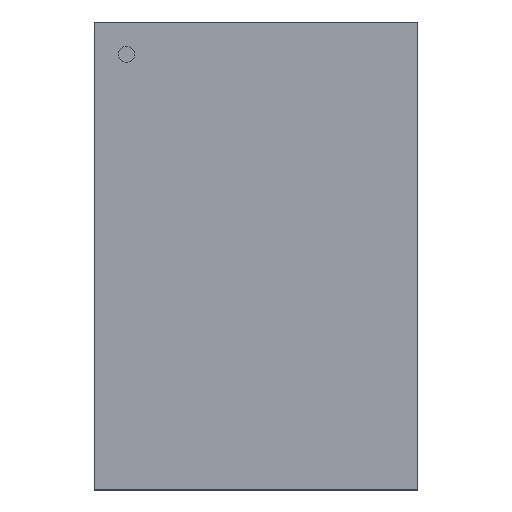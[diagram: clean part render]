
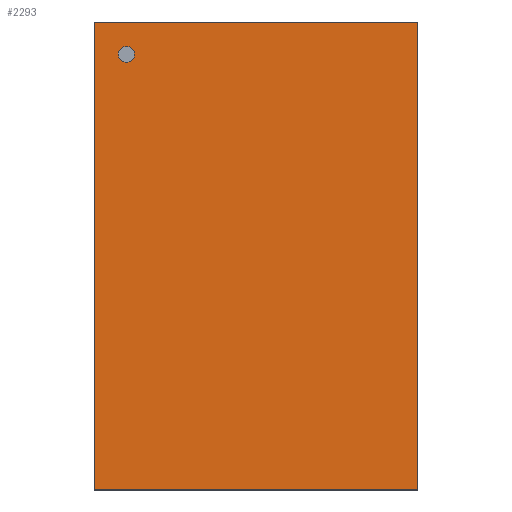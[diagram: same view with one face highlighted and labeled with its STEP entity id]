
A CAD part, top view. The second image highlights one B-rep face of the part: STEP entity #2293.
In plain terms, the highlighted planar face has unit normal (0, 0, 1).
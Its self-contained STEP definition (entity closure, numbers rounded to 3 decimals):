
#2069=CARTESIAN_POINT('',(5.055,-7.302,0.813));
#2068=VERTEX_POINT('',#2069);
#2079=CARTESIAN_POINT('',(-5.055,-7.302,0.813));
#2078=VERTEX_POINT('',#2079);
#2077=EDGE_CURVE('',#2078,#2068,#2082,.T.);
#2082=LINE('',#2079,#2084);
#2084=VECTOR('',#2085,10.109);
#2085=DIRECTION('',(1.0,0.0,0.0));
#2118=CARTESIAN_POINT('',(5.055,7.302,0.813));
#2117=VERTEX_POINT('',#2118);
#2126=EDGE_CURVE('',#2068,#2117,#2131,.T.);
#2131=LINE('',#2069,#2133);
#2133=VECTOR('',#2134,14.605);
#2134=DIRECTION('',(0.0,1.0,0.0));
#2167=CARTESIAN_POINT('',(-5.055,7.302,0.813));
#2166=VERTEX_POINT('',#2167);
#2175=EDGE_CURVE('',#2117,#2166,#2180,.T.);
#2180=LINE('',#2118,#2182);
#2182=VECTOR('',#2183,10.109);
#2183=DIRECTION('',(-1.0,0.0,0.0));
#2224=EDGE_CURVE('',#2166,#2078,#2229,.T.);
#2229=LINE('',#2167,#2231);
#2231=VECTOR('',#2232,14.605);
#2232=DIRECTION('',(0.0,-1.0,0.0));
#2293=ADVANCED_FACE('',(#2299),#2294,.T.);
#2294=PLANE('',#2295);
#2295=AXIS2_PLACEMENT_3D('',#2296,#2297,#2298);
#2296=CARTESIAN_POINT('',(-5.055,-7.302,0.813));
#2297=DIRECTION('',(0.0,0.0,1.0));
#2298=DIRECTION('',(0.,1.,0.));
#2299=FACE_OUTER_BOUND('',#2300,.T.);
#2300=EDGE_LOOP('',(#2301,#2311,#2321,#2331));
#2301=ORIENTED_EDGE('',*,*,#2077,.T.);
#2311=ORIENTED_EDGE('',*,*,#2126,.T.);
#2321=ORIENTED_EDGE('',*,*,#2175,.T.);
#2331=ORIENTED_EDGE('',*,*,#2224,.T.);
